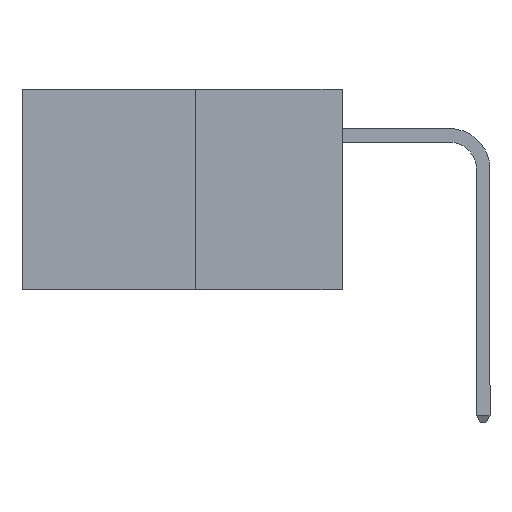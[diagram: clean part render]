
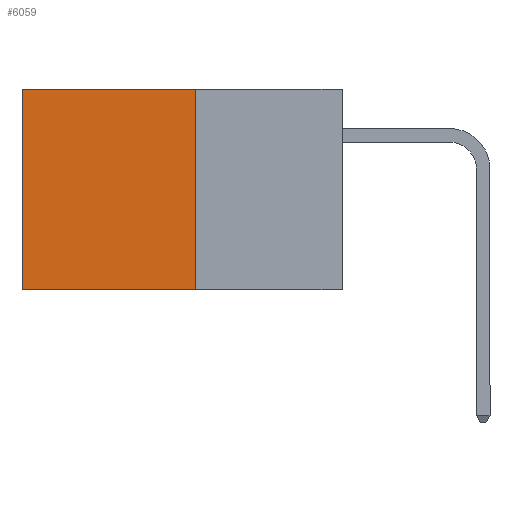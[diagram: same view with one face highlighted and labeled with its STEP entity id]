
A CAD part, left-side view. The second image highlights one B-rep face of the part: STEP entity #6059.
In plain terms, the highlighted planar face has unit normal (-1, 0, 0).
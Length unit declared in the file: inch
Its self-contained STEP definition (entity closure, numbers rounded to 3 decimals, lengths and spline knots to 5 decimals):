
#36 = EDGE_LOOP ( 'NONE', ( #2649, #4052, #7394, #2004 ) ) ;
#54 = VECTOR ( 'NONE', #8739, 39.37008 ) ;
#166 = VERTEX_POINT ( 'NONE', #6909 ) ;
#417 = DIRECTION ( 'NONE',  ( 0., 0., -1. ) ) ;
#457 = VECTOR ( 'NONE', #417, 39.37008 ) ;
#729 = DIRECTION ( 'NONE',  ( 0., 1., 0. ) ) ;
#871 = CARTESIAN_POINT ( 'NONE',  ( 0.277, 0.27, -0.37 ) ) ;
#1257 = CARTESIAN_POINT ( 'NONE',  ( 0.277, 0.27, -0.37 ) ) ;
#1395 = AXIS2_PLACEMENT_3D ( 'NONE', #1803, #7141, #7022 ) ;
#1570 = VERTEX_POINT ( 'NONE', #871 ) ;
#1803 = CARTESIAN_POINT ( 'NONE',  ( 0.277, 0.27, -0.37 ) ) ;
#1837 = EDGE_CURVE ( 'NONE', #5446, #1570, #7114, .T. ) ;
#1910 = VERTEX_POINT ( 'NONE', #4274 ) ;
#1948 = LINE ( 'NONE', #8772, #7547 ) ;
#2004 = ORIENTED_EDGE ( 'NONE', *, *, #7251, .T. ) ;
#2084 = FACE_OUTER_BOUND ( 'NONE', #36, .T. ) ;
#2309 = LINE ( 'NONE', #2921, #457 ) ;
#2649 = ORIENTED_EDGE ( 'NONE', *, *, #5155, .T. ) ;
#2912 = LINE ( 'NONE', #3889, #4562 ) ;
#2921 = CARTESIAN_POINT ( 'NONE',  ( 0.277, 0.59, -0.37 ) ) ;
#3889 = CARTESIAN_POINT ( 'NONE',  ( 0.277, 0.27, 0. ) ) ;
#4052 = ORIENTED_EDGE ( 'NONE', *, *, #8018, .F. ) ;
#4274 = CARTESIAN_POINT ( 'NONE',  ( 0.277, 0.59, -0.37 ) ) ;
#4562 = VECTOR ( 'NONE', #4591, 39.37008 ) ;
#4591 = DIRECTION ( 'NONE',  ( 0., 1., 0. ) ) ;
#4822 = CARTESIAN_POINT ( 'NONE',  ( 0.277, 0.27, 0. ) ) ;
#5155 = EDGE_CURVE ( 'NONE', #166, #1910, #2309, .T. ) ;
#5446 = VERTEX_POINT ( 'NONE', #4822 ) ;
#6059 = ADVANCED_FACE ( 'NONE', ( #2084 ), #7181, .F. ) ;
#6909 = CARTESIAN_POINT ( 'NONE',  ( 0.277, 0.59, 0. ) ) ;
#7022 = DIRECTION ( 'NONE',  ( 0., 0., -1. ) ) ;
#7114 = LINE ( 'NONE', #1257, #54 ) ;
#7141 = DIRECTION ( 'NONE',  ( 1., 0., 0. ) ) ;
#7181 = PLANE ( 'NONE',  #1395 ) ;
#7251 = EDGE_CURVE ( 'NONE', #5446, #166, #2912, .T. ) ;
#7394 = ORIENTED_EDGE ( 'NONE', *, *, #1837, .F. ) ;
#7547 = VECTOR ( 'NONE', #729, 39.37008 ) ;
#8018 = EDGE_CURVE ( 'NONE', #1570, #1910, #1948, .T. ) ;
#8739 = DIRECTION ( 'NONE',  ( 0., 0., -1. ) ) ;
#8772 = CARTESIAN_POINT ( 'NONE',  ( 0.277, 0.27, -0.37 ) ) ;
